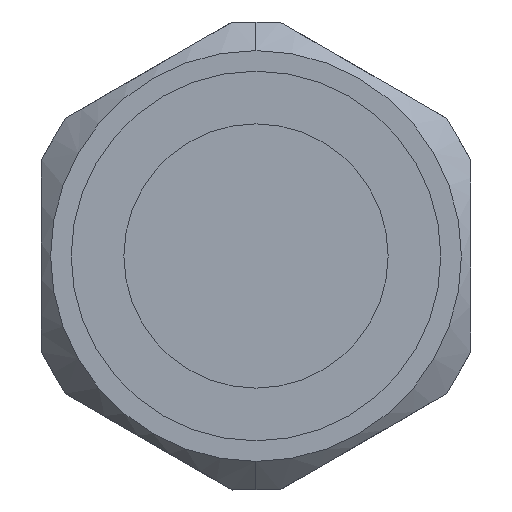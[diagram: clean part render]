
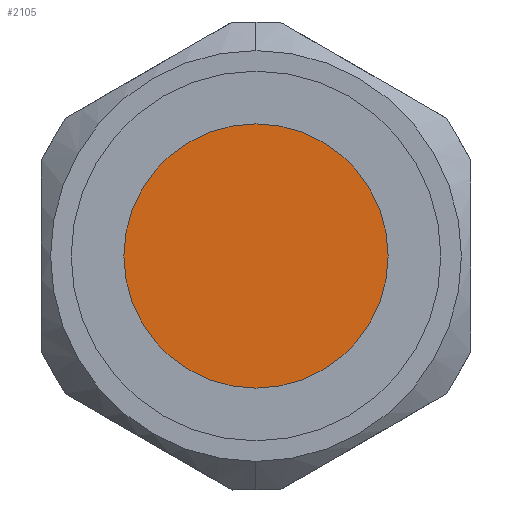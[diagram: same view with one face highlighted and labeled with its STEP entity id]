
A CAD part, left-side view. The second image highlights one B-rep face of the part: STEP entity #2105.
In plain terms, the highlighted planar face has unit normal (-1, 0, 0).
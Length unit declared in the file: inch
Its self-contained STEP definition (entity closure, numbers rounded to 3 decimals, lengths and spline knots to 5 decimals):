
#200 = VERTEX_POINT ( 'NONE', #2696 ) ;
#248 = CARTESIAN_POINT ( 'NONE',  ( 0.0603, 0., 0. ) ) ;
#413 = EDGE_LOOP ( 'NONE', ( #1391, #2511 ) ) ;
#741 = DIRECTION ( 'NONE',  ( -1., 0., 0. ) ) ;
#888 = CIRCLE ( 'NONE', #989, 0.096 ) ;
#891 = PLANE ( 'NONE',  #1158 ) ;
#989 = AXIS2_PLACEMENT_3D ( 'NONE', #248, #1082, #2624 ) ;
#1082 = DIRECTION ( 'NONE',  ( -1., 0., 0. ) ) ;
#1158 = AXIS2_PLACEMENT_3D ( 'NONE', #1163, #1404, #1616 ) ;
#1163 = CARTESIAN_POINT ( 'NONE',  ( 0.0603, 0., 0. ) ) ;
#1391 = ORIENTED_EDGE ( 'NONE', *, *, #3219, .T. ) ;
#1404 = DIRECTION ( 'NONE',  ( -1., 0., 0. ) ) ;
#1529 = EDGE_CURVE ( 'NONE', #200, #2571, #1743, .T. ) ;
#1616 = DIRECTION ( 'NONE',  ( 0., -1., 0. ) ) ;
#1743 = CIRCLE ( 'NONE', #2383, 0.096 ) ;
#2105 = ADVANCED_FACE ( 'NONE', ( #2590 ), #891, .T. ) ;
#2203 = CARTESIAN_POINT ( 'NONE',  ( 0.0603, 0.096, 0. ) ) ;
#2383 = AXIS2_PLACEMENT_3D ( 'NONE', #3165, #741, #3181 ) ;
#2511 = ORIENTED_EDGE ( 'NONE', *, *, #1529, .T. ) ;
#2571 = VERTEX_POINT ( 'NONE', #2203 ) ;
#2590 = FACE_OUTER_BOUND ( 'NONE', #413, .T. ) ;
#2624 = DIRECTION ( 'NONE',  ( 0., -1., 0. ) ) ;
#2696 = CARTESIAN_POINT ( 'NONE',  ( 0.0603, -0.096, 0. ) ) ;
#3165 = CARTESIAN_POINT ( 'NONE',  ( 0.0603, 0., 0. ) ) ;
#3181 = DIRECTION ( 'NONE',  ( 0., -1., 0. ) ) ;
#3219 = EDGE_CURVE ( 'NONE', #2571, #200, #888, .T. ) ;
